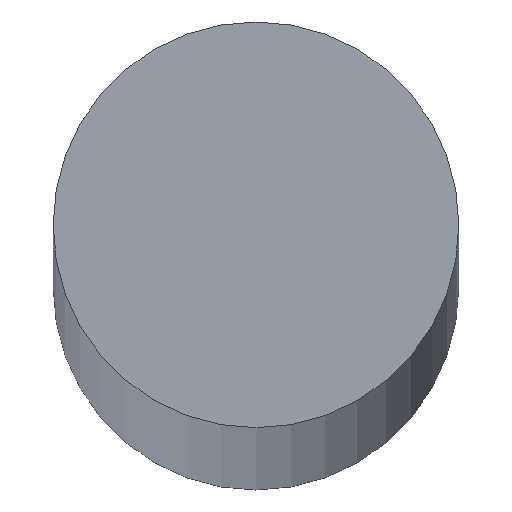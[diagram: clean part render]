
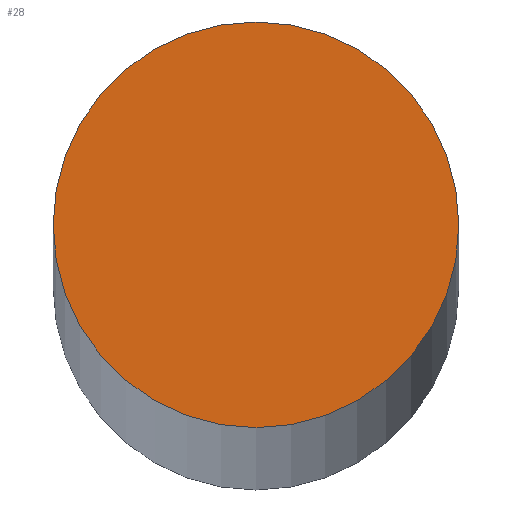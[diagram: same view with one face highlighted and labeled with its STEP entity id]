
A CAD part, top view. The second image highlights one B-rep face of the part: STEP entity #28.
In plain terms, the highlighted planar face has unit normal (0, 0, 1).
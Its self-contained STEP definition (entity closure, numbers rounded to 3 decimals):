
#4 = CIRCLE ( 'NONE', #25, 2.5 ) ;
#16 = DIRECTION ( 'NONE',  ( 0., 0., 1. ) ) ;
#19 = DIRECTION ( 'NONE',  ( 1., 0., 0. ) ) ;
#20 = FACE_OUTER_BOUND ( 'NONE', #22, .T. ) ;
#22 = EDGE_LOOP ( 'NONE', ( #103, #111 ) ) ;
#25 = AXIS2_PLACEMENT_3D ( 'NONE', #90, #77, #32 ) ;
#28 = ADVANCED_FACE ( 'NONE', ( #20 ), #75, .T. ) ;
#32 = DIRECTION ( 'NONE',  ( 1., 0., 0. ) ) ;
#44 = AXIS2_PLACEMENT_3D ( 'NONE', #127, #85, #117 ) ;
#66 = VERTEX_POINT ( 'NONE', #139 ) ;
#75 = PLANE ( 'NONE',  #44 ) ;
#77 = DIRECTION ( 'NONE',  ( 0., 0., 1. ) ) ;
#79 = EDGE_CURVE ( 'NONE', #135, #66, #123, .T. ) ;
#84 = CARTESIAN_POINT ( 'NONE',  ( 0., 0., 220. ) ) ;
#85 = DIRECTION ( 'NONE',  ( 0., 0., 1. ) ) ;
#90 = CARTESIAN_POINT ( 'NONE',  ( 0., 0., 220. ) ) ;
#98 = AXIS2_PLACEMENT_3D ( 'NONE', #84, #16, #19 ) ;
#103 = ORIENTED_EDGE ( 'NONE', *, *, #134, .T. ) ;
#111 = ORIENTED_EDGE ( 'NONE', *, *, #79, .T. ) ;
#117 = DIRECTION ( 'NONE',  ( 1., 0., 0. ) ) ;
#123 = CIRCLE ( 'NONE', #98, 2.5 ) ;
#124 = CARTESIAN_POINT ( 'NONE',  ( 2.5, 0., 220. ) ) ;
#127 = CARTESIAN_POINT ( 'NONE',  ( 0., 0., 220. ) ) ;
#134 = EDGE_CURVE ( 'NONE', #66, #135, #4, .T. ) ;
#135 = VERTEX_POINT ( 'NONE', #124 ) ;
#139 = CARTESIAN_POINT ( 'NONE',  ( -2.5, 0., 220. ) ) ;
